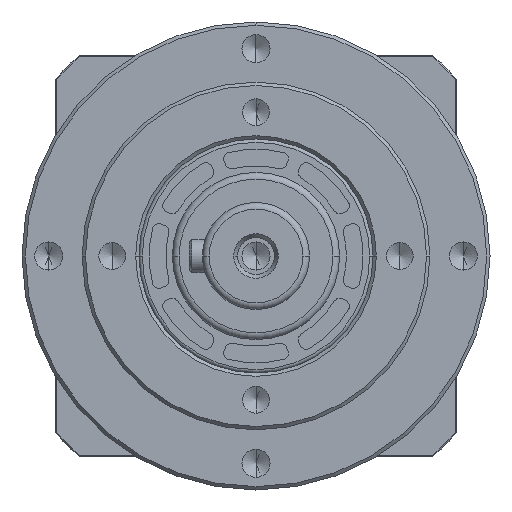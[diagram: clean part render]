
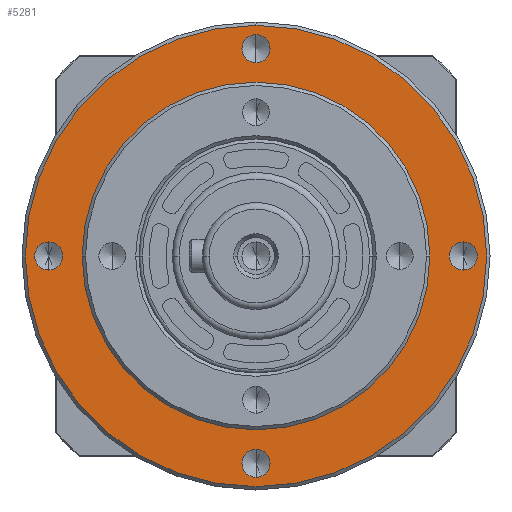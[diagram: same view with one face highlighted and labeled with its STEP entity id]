
A CAD part, left-side view. The second image highlights one B-rep face of the part: STEP entity #5281.
In plain terms, the highlighted planar face has unit normal (-1, 0, 0).
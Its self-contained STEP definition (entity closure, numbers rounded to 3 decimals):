
#53 = FACE_BOUND ( 'NONE', #9416, .T. ) ;
#155 = ORIENTED_EDGE ( 'NONE', *, *, #3120, .F. ) ;
#269 = AXIS2_PLACEMENT_3D ( 'NONE', #16093, #5607, #17875 ) ;
#274 = DIRECTION ( 'NONE',  ( 0., 0., 1. ) ) ;
#585 = FACE_BOUND ( 'NONE', #6284, .T. ) ;
#783 = CARTESIAN_POINT ( 'NONE',  ( 0., 0., 33.1 ) ) ;
#846 = VERTEX_POINT ( 'NONE', #13686 ) ;
#1064 = VERTEX_POINT ( 'NONE', #13542 ) ;
#1163 = CARTESIAN_POINT ( 'NONE',  ( 0., 0., 31. ) ) ;
#1164 = EDGE_CURVE ( 'NONE', #7766, #3736, #6526, .T. ) ;
#1345 = AXIS2_PLACEMENT_3D ( 'NONE', #20134, #9567, #21905 ) ;
#1460 = AXIS2_PLACEMENT_3D ( 'NONE', #7870, #20179, #9613 ) ;
#1620 = DIRECTION ( 'NONE',  ( -1., 0., 0. ) ) ;
#1649 = CARTESIAN_POINT ( 'NONE',  ( 0., 0., -31. ) ) ;
#1693 = ORIENTED_EDGE ( 'NONE', *, *, #19570, .F. ) ;
#2008 = DIRECTION ( 'NONE',  ( -1., 0., 0. ) ) ;
#2105 = EDGE_CURVE ( 'NONE', #846, #7630, #22169, .T. ) ;
#2301 = CARTESIAN_POINT ( 'NONE',  ( 0., -31., 0. ) ) ;
#2874 = VERTEX_POINT ( 'NONE', #12403 ) ;
#2924 = DIRECTION ( 'NONE',  ( 0., 0., 1. ) ) ;
#3120 = EDGE_CURVE ( 'NONE', #7630, #846, #19899, .T. ) ;
#3282 = EDGE_CURVE ( 'NONE', #13804, #12795, #7229, .T. ) ;
#3418 = DIRECTION ( 'NONE',  ( 0., 0., 1. ) ) ;
#3736 = VERTEX_POINT ( 'NONE', #15502 ) ;
#4056 = DIRECTION ( 'NONE',  ( 0., 0., 1. ) ) ;
#4115 = AXIS2_PLACEMENT_3D ( 'NONE', #21293, #10724, #274 ) ;
#4136 = VERTEX_POINT ( 'NONE', #9753 ) ;
#4210 = CIRCLE ( 'NONE', #22331, 2.1 ) ;
#4685 = FACE_BOUND ( 'NONE', #10389, .T. ) ;
#5281 = ADVANCED_FACE ( 'NONE', ( #585, #18691, #13989, #9321, #4685, #53 ), #16606, .F. ) ;
#5472 = ORIENTED_EDGE ( 'NONE', *, *, #6225, .F. ) ;
#5478 = AXIS2_PLACEMENT_3D ( 'NONE', #12467, #2008, #14234 ) ;
#5561 = ORIENTED_EDGE ( 'NONE', *, *, #3282, .F. ) ;
#5607 = DIRECTION ( 'NONE',  ( 1., 0., 0. ) ) ;
#5718 = ORIENTED_EDGE ( 'NONE', *, *, #22296, .F. ) ;
#6225 = EDGE_CURVE ( 'NONE', #4136, #2874, #14601, .T. ) ;
#6284 = EDGE_LOOP ( 'NONE', ( #10265, #8020 ) ) ;
#6433 = AXIS2_PLACEMENT_3D ( 'NONE', #12086, #1620, #13853 ) ;
#6526 = CIRCLE ( 'NONE', #6433, 2.1 ) ;
#7055 = CARTESIAN_POINT ( 'NONE',  ( 0., 0., -34.5 ) ) ;
#7078 = EDGE_CURVE ( 'NONE', #16516, #8267, #10182, .T. ) ;
#7229 = CIRCLE ( 'NONE', #1345, 2.1 ) ;
#7512 = CARTESIAN_POINT ( 'NONE',  ( 0., 0., 0. ) ) ;
#7630 = VERTEX_POINT ( 'NONE', #12448 ) ;
#7766 = VERTEX_POINT ( 'NONE', #9295 ) ;
#7870 = CARTESIAN_POINT ( 'NONE',  ( 0., 0., 0. ) ) ;
#7940 = DIRECTION ( 'NONE',  ( 0., 0., -1. ) ) ;
#8020 = ORIENTED_EDGE ( 'NONE', *, *, #22657, .T. ) ;
#8024 = CIRCLE ( 'NONE', #269, 26. ) ;
#8267 = VERTEX_POINT ( 'NONE', #7055 ) ;
#8295 = AXIS2_PLACEMENT_3D ( 'NONE', #9946, #22281, #11697 ) ;
#8887 = AXIS2_PLACEMENT_3D ( 'NONE', #1649, #13877, #3418 ) ;
#9245 = DIRECTION ( 'NONE',  ( 0., 0., -1. ) ) ;
#9295 = CARTESIAN_POINT ( 'NONE',  ( 0., 31., 2.1 ) ) ;
#9321 = FACE_BOUND ( 'NONE', #22060, .T. ) ;
#9416 = EDGE_LOOP ( 'NONE', ( #13368, #5718 ) ) ;
#9555 = AXIS2_PLACEMENT_3D ( 'NONE', #20091, #18448, #7940 ) ;
#9567 = DIRECTION ( 'NONE',  ( -1., 0., 0. ) ) ;
#9613 = DIRECTION ( 'NONE',  ( 0., 0., -1. ) ) ;
#9753 = CARTESIAN_POINT ( 'NONE',  ( 0., 0., -28.9 ) ) ;
#9834 = CARTESIAN_POINT ( 'NONE',  ( 0., 31., 0. ) ) ;
#9837 = EDGE_CURVE ( 'NONE', #8267, #16516, #10872, .T. ) ;
#9946 = CARTESIAN_POINT ( 'NONE',  ( 0., 0., 0. ) ) ;
#10182 = CIRCLE ( 'NONE', #12096, 34.5 ) ;
#10265 = ORIENTED_EDGE ( 'NONE', *, *, #21325, .T. ) ;
#10389 = EDGE_LOOP ( 'NONE', ( #5472, #19791 ) ) ;
#10587 = ORIENTED_EDGE ( 'NONE', *, *, #9837, .T. ) ;
#10724 = DIRECTION ( 'NONE',  ( -1., 0., 0. ) ) ;
#10872 = CIRCLE ( 'NONE', #1460, 34.5 ) ;
#10917 = CARTESIAN_POINT ( 'NONE',  ( 0., 0., 28.9 ) ) ;
#11171 = EDGE_LOOP ( 'NONE', ( #10587, #12518 ) ) ;
#11592 = DIRECTION ( 'NONE',  ( 0., 0., 1. ) ) ;
#11697 = DIRECTION ( 'NONE',  ( 0., 1., 0. ) ) ;
#12086 = CARTESIAN_POINT ( 'NONE',  ( 0., 31., 0. ) ) ;
#12096 = AXIS2_PLACEMENT_3D ( 'NONE', #7512, #19802, #9245 ) ;
#12403 = CARTESIAN_POINT ( 'NONE',  ( 0., 0., -33.1 ) ) ;
#12448 = CARTESIAN_POINT ( 'NONE',  ( 0., -31., -2.1 ) ) ;
#12467 = CARTESIAN_POINT ( 'NONE',  ( 0., 0., -31. ) ) ;
#12508 = AXIS2_PLACEMENT_3D ( 'NONE', #1163, #13377, #2924 ) ;
#12518 = ORIENTED_EDGE ( 'NONE', *, *, #7078, .T. ) ;
#12628 = CARTESIAN_POINT ( 'NONE',  ( 0., 26., 0. ) ) ;
#12795 = VERTEX_POINT ( 'NONE', #783 ) ;
#13368 = ORIENTED_EDGE ( 'NONE', *, *, #1164, .F. ) ;
#13377 = DIRECTION ( 'NONE',  ( -1., 0., 0. ) ) ;
#13542 = CARTESIAN_POINT ( 'NONE',  ( 0., -26., 0. ) ) ;
#13686 = CARTESIAN_POINT ( 'NONE',  ( 0., -31., 2.1 ) ) ;
#13804 = VERTEX_POINT ( 'NONE', #10917 ) ;
#13853 = DIRECTION ( 'NONE',  ( 0., 0., 1. ) ) ;
#13877 = DIRECTION ( 'NONE',  ( -1., 0., 0. ) ) ;
#13920 = ORIENTED_EDGE ( 'NONE', *, *, #2105, .F. ) ;
#13957 = CARTESIAN_POINT ( 'NONE',  ( 0., 0., 34.5 ) ) ;
#13989 = FACE_BOUND ( 'NONE', #19213, .T. ) ;
#14234 = DIRECTION ( 'NONE',  ( 0., 0., 1. ) ) ;
#14526 = DIRECTION ( 'NONE',  ( -1., 0., 0. ) ) ;
#14601 = CIRCLE ( 'NONE', #5478, 2.1 ) ;
#14870 = CIRCLE ( 'NONE', #8887, 2.1 ) ;
#15502 = CARTESIAN_POINT ( 'NONE',  ( 0., 31., -2.1 ) ) ;
#16093 = CARTESIAN_POINT ( 'NONE',  ( 0., 0., 0. ) ) ;
#16516 = VERTEX_POINT ( 'NONE', #13957 ) ;
#16606 = PLANE ( 'NONE',  #9555 ) ;
#17875 = DIRECTION ( 'NONE',  ( 0., 1., 0. ) ) ;
#18448 = DIRECTION ( 'NONE',  ( 1., 0., 0. ) ) ;
#18691 = FACE_OUTER_BOUND ( 'NONE', #11171, .T. ) ;
#19213 = EDGE_LOOP ( 'NONE', ( #1693, #5561 ) ) ;
#19345 = VERTEX_POINT ( 'NONE', #12628 ) ;
#19570 = EDGE_CURVE ( 'NONE', #12795, #13804, #20574, .T. ) ;
#19791 = ORIENTED_EDGE ( 'NONE', *, *, #22487, .F. ) ;
#19802 = DIRECTION ( 'NONE',  ( -1., 0., 0. ) ) ;
#19899 = CIRCLE ( 'NONE', #4115, 2.1 ) ;
#20091 = CARTESIAN_POINT ( 'NONE',  ( 0., 0., 0. ) ) ;
#20134 = CARTESIAN_POINT ( 'NONE',  ( 0., 0., 31. ) ) ;
#20179 = DIRECTION ( 'NONE',  ( -1., 0., 0. ) ) ;
#20574 = CIRCLE ( 'NONE', #12508, 2.1 ) ;
#21293 = CARTESIAN_POINT ( 'NONE',  ( 0., -31., 0. ) ) ;
#21325 = EDGE_CURVE ( 'NONE', #19345, #1064, #21888, .T. ) ;
#21623 = AXIS2_PLACEMENT_3D ( 'NONE', #2301, #14526, #4056 ) ;
#21888 = CIRCLE ( 'NONE', #8295, 26. ) ;
#21905 = DIRECTION ( 'NONE',  ( 0., 0., 1. ) ) ;
#22060 = EDGE_LOOP ( 'NONE', ( #13920, #155 ) ) ;
#22167 = DIRECTION ( 'NONE',  ( -1., 0., 0. ) ) ;
#22169 = CIRCLE ( 'NONE', #21623, 2.1 ) ;
#22281 = DIRECTION ( 'NONE',  ( 1., 0., 0. ) ) ;
#22296 = EDGE_CURVE ( 'NONE', #3736, #7766, #4210, .T. ) ;
#22331 = AXIS2_PLACEMENT_3D ( 'NONE', #9834, #22167, #11592 ) ;
#22487 = EDGE_CURVE ( 'NONE', #2874, #4136, #14870, .T. ) ;
#22657 = EDGE_CURVE ( 'NONE', #1064, #19345, #8024, .T. ) ;
